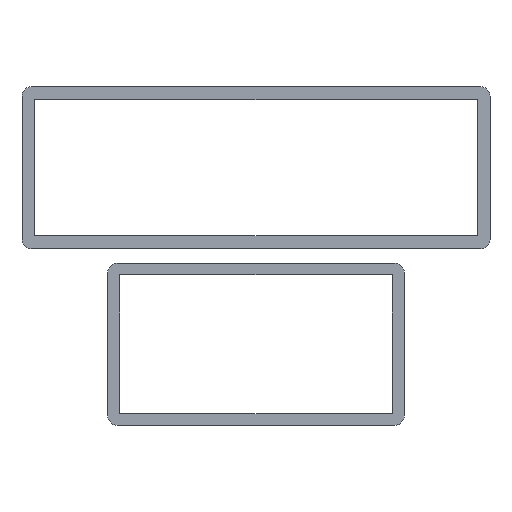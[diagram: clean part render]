
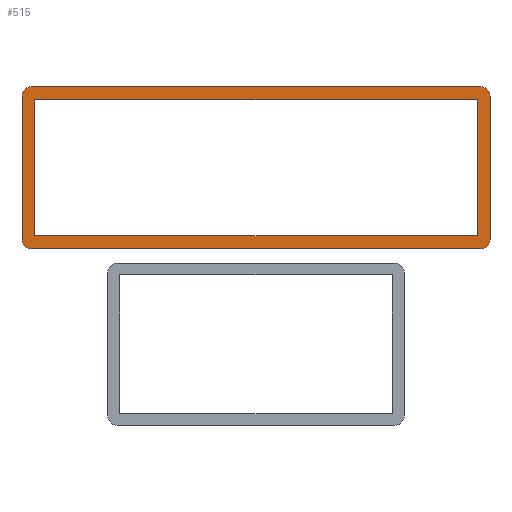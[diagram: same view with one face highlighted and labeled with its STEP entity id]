
A CAD part, top view. The second image highlights one B-rep face of the part: STEP entity #515.
In plain terms, the highlighted planar face has unit normal (0, 0, 1).
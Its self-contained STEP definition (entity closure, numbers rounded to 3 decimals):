
#23=FACE_BOUND('',#88,.T.);
#28=CIRCLE('',#557,0.8);
#30=CIRCLE('',#560,0.8);
#32=CIRCLE('',#563,0.8);
#34=CIRCLE('',#566,0.8);
#59=FACE_OUTER_BOUND('',#87,.T.);
#87=EDGE_LOOP('',(#375,#376,#377,#378,#379,#380,#381,#382));
#88=EDGE_LOOP('',(#383,#384,#385,#386));
#111=LINE('',#751,#167);
#115=LINE('',#759,#171);
#118=LINE('',#765,#174);
#121=LINE('',#770,#177);
#131=LINE('',#809,#187);
#132=LINE('',#810,#188);
#133=LINE('',#811,#189);
#134=LINE('',#812,#190);
#167=VECTOR('',#602,10.);
#171=VECTOR('',#608,10.);
#174=VECTOR('',#613,10.);
#177=VECTOR('',#618,10.);
#187=VECTOR('',#654,1000.);
#188=VECTOR('',#655,1000.);
#189=VECTOR('',#656,1000.);
#190=VECTOR('',#657,1000.);
#223=VERTEX_POINT('',#749);
#224=VERTEX_POINT('',#750);
#227=VERTEX_POINT('',#758);
#229=VERTEX_POINT('',#764);
#233=VERTEX_POINT('',#776);
#234=VERTEX_POINT('',#778);
#237=VERTEX_POINT('',#785);
#238=VERTEX_POINT('',#787);
#241=VERTEX_POINT('',#794);
#242=VERTEX_POINT('',#796);
#245=VERTEX_POINT('',#803);
#246=VERTEX_POINT('',#805);
#271=EDGE_CURVE('',#223,#224,#111,.T.);
#275=EDGE_CURVE('',#227,#223,#115,.T.);
#278=EDGE_CURVE('',#229,#227,#118,.T.);
#281=EDGE_CURVE('',#224,#229,#121,.T.);
#285=EDGE_CURVE('',#233,#234,#28,.T.);
#289=EDGE_CURVE('',#237,#238,#30,.T.);
#293=EDGE_CURVE('',#241,#242,#32,.T.);
#297=EDGE_CURVE('',#245,#246,#34,.T.);
#299=EDGE_CURVE('',#241,#238,#131,.T.);
#300=EDGE_CURVE('',#237,#234,#132,.T.);
#301=EDGE_CURVE('',#233,#246,#133,.T.);
#302=EDGE_CURVE('',#245,#242,#134,.T.);
#375=ORIENTED_EDGE('',*,*,#299,.T.);
#376=ORIENTED_EDGE('',*,*,#289,.F.);
#377=ORIENTED_EDGE('',*,*,#300,.T.);
#378=ORIENTED_EDGE('',*,*,#285,.F.);
#379=ORIENTED_EDGE('',*,*,#301,.T.);
#380=ORIENTED_EDGE('',*,*,#297,.F.);
#381=ORIENTED_EDGE('',*,*,#302,.T.);
#382=ORIENTED_EDGE('',*,*,#293,.F.);
#383=ORIENTED_EDGE('',*,*,#271,.T.);
#384=ORIENTED_EDGE('',*,*,#281,.T.);
#385=ORIENTED_EDGE('',*,*,#278,.T.);
#386=ORIENTED_EDGE('',*,*,#275,.T.);
#491=PLANE('',#567);
#515=ADVANCED_FACE('',(#59,#23),#491,.T.);
#557=AXIS2_PLACEMENT_3D('',#779,#625,#626);
#560=AXIS2_PLACEMENT_3D('',#788,#633,#634);
#563=AXIS2_PLACEMENT_3D('',#797,#641,#642);
#566=AXIS2_PLACEMENT_3D('',#806,#649,#650);
#567=AXIS2_PLACEMENT_3D('',#808,#652,#653);
#602=DIRECTION('',(1.,0.,0.));
#608=DIRECTION('',(0.,1.,0.));
#613=DIRECTION('',(-1.,0.,0.));
#618=DIRECTION('',(0.,-1.,0.));
#625=DIRECTION('center_axis',(0.,0.,-1.));
#626=DIRECTION('ref_axis',(0.707,0.707,0.));
#633=DIRECTION('center_axis',(0.,0.,-1.));
#634=DIRECTION('ref_axis',(0.707,-0.707,0.));
#641=DIRECTION('center_axis',(0.,0.,-1.));
#642=DIRECTION('ref_axis',(-0.707,-0.707,0.));
#649=DIRECTION('center_axis',(0.,0.,-1.));
#650=DIRECTION('ref_axis',(-0.707,0.707,0.));
#652=DIRECTION('center_axis',(0.,0.,1.));
#653=DIRECTION('ref_axis',(1.,0.,0.));
#654=DIRECTION('',(1.,0.,0.));
#655=DIRECTION('',(0.,1.,0.));
#656=DIRECTION('',(-1.,0.,0.));
#657=DIRECTION('',(0.,-1.,0.));
#749=CARTESIAN_POINT('',(-18.8,5.8,2.));
#750=CARTESIAN_POINT('',(18.8,5.8,2.));
#751=CARTESIAN_POINT('',(-9.4,5.8,2.));
#758=CARTESIAN_POINT('',(-18.8,-5.8,2.));
#759=CARTESIAN_POINT('',(-18.8,-2.9,2.));
#764=CARTESIAN_POINT('',(18.8,-5.8,2.));
#765=CARTESIAN_POINT('',(9.4,-5.8,2.));
#770=CARTESIAN_POINT('',(18.8,2.9,2.));
#776=CARTESIAN_POINT('',(19.1,6.9,2.));
#778=CARTESIAN_POINT('',(19.9,6.1,2.));
#779=CARTESIAN_POINT('Origin',(19.1,6.1,2.));
#785=CARTESIAN_POINT('',(19.9,-6.1,2.));
#787=CARTESIAN_POINT('',(19.1,-6.9,2.));
#788=CARTESIAN_POINT('Origin',(19.1,-6.1,2.));
#794=CARTESIAN_POINT('',(-19.1,-6.9,2.));
#796=CARTESIAN_POINT('',(-19.9,-6.1,2.));
#797=CARTESIAN_POINT('Origin',(-19.1,-6.1,2.));
#803=CARTESIAN_POINT('',(-19.9,6.1,2.));
#805=CARTESIAN_POINT('',(-19.1,6.9,2.));
#806=CARTESIAN_POINT('Origin',(-19.1,6.1,2.));
#808=CARTESIAN_POINT('Origin',(0.,0.,2.));
#809=CARTESIAN_POINT('',(-19.9,-6.9,2.));
#810=CARTESIAN_POINT('',(19.9,-6.9,2.));
#811=CARTESIAN_POINT('',(19.9,6.9,2.));
#812=CARTESIAN_POINT('',(-19.9,6.9,2.));
